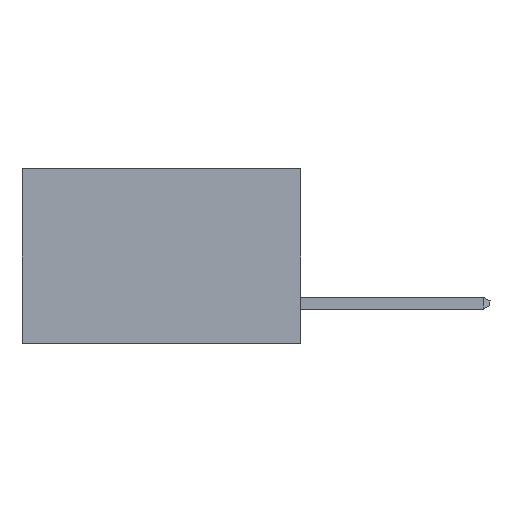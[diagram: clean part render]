
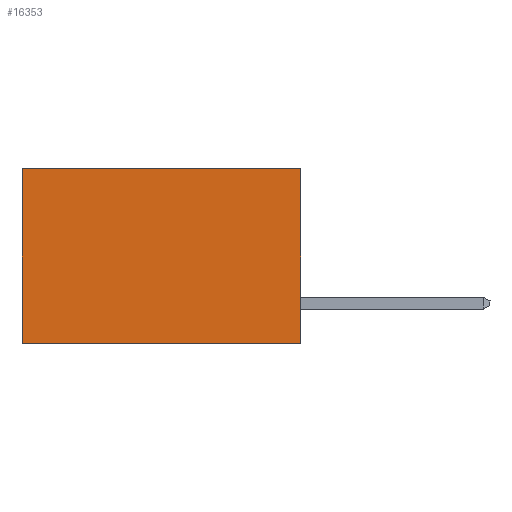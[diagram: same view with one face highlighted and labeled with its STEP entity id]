
A CAD part, left-side view. The second image highlights one B-rep face of the part: STEP entity #16353.
In plain terms, the highlighted planar face has unit normal (-1, 0, 0).
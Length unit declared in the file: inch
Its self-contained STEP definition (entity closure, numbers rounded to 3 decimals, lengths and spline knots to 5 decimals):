
#823 = CARTESIAN_POINT ( 'NONE',  ( 0.277, 0.59, 0. ) ) ;
#1693 = CARTESIAN_POINT ( 'NONE',  ( 0.277, 0., 0. ) ) ;
#1705 = LINE ( 'NONE', #11022, #12245 ) ;
#4714 = VECTOR ( 'NONE', #19709, 39.37008 ) ;
#5188 = CARTESIAN_POINT ( 'NONE',  ( 0.277, 0., 0. ) ) ;
#5508 = FACE_OUTER_BOUND ( 'NONE', #10060, .T. ) ;
#5566 = EDGE_CURVE ( 'NONE', #7156, #15692, #14625, .T. ) ;
#6910 = VERTEX_POINT ( 'NONE', #7297 ) ;
#7156 = VERTEX_POINT ( 'NONE', #823 ) ;
#7297 = CARTESIAN_POINT ( 'NONE',  ( 0.277, 0., -0.37 ) ) ;
#7652 = CARTESIAN_POINT ( 'NONE',  ( 0.277, 0., -0.37 ) ) ;
#10060 = EDGE_LOOP ( 'NONE', ( #13964, #10790, #20163, #17344 ) ) ;
#10790 = ORIENTED_EDGE ( 'NONE', *, *, #15425, .F. ) ;
#11022 = CARTESIAN_POINT ( 'NONE',  ( 0.277, 0., -0.37 ) ) ;
#11029 = DIRECTION ( 'NONE',  ( 0., 1., 0. ) ) ;
#11382 = DIRECTION ( 'NONE',  ( 0., 0., -1. ) ) ;
#11753 = CARTESIAN_POINT ( 'NONE',  ( 0.277, 0.59, -0.37 ) ) ;
#11792 = AXIS2_PLACEMENT_3D ( 'NONE', #7652, #22645, #11382 ) ;
#12245 = VECTOR ( 'NONE', #12914, 39.37008 ) ;
#12356 = EDGE_CURVE ( 'NONE', #20590, #6910, #14659, .T. ) ;
#12914 = DIRECTION ( 'NONE',  ( 0., 1., 0. ) ) ;
#13438 = EDGE_CURVE ( 'NONE', #20590, #7156, #23256, .T. ) ;
#13964 = ORIENTED_EDGE ( 'NONE', *, *, #5566, .T. ) ;
#14625 = LINE ( 'NONE', #23009, #24005 ) ;
#14659 = LINE ( 'NONE', #17833, #4714 ) ;
#15425 = EDGE_CURVE ( 'NONE', #6910, #15692, #1705, .T. ) ;
#15692 = VERTEX_POINT ( 'NONE', #11753 ) ;
#16353 = ADVANCED_FACE ( 'NONE', ( #5508 ), #20672, .F. ) ;
#17344 = ORIENTED_EDGE ( 'NONE', *, *, #13438, .T. ) ;
#17833 = CARTESIAN_POINT ( 'NONE',  ( 0.277, 0., -0.37 ) ) ;
#19709 = DIRECTION ( 'NONE',  ( 0., 0., -1. ) ) ;
#20163 = ORIENTED_EDGE ( 'NONE', *, *, #12356, .F. ) ;
#20590 = VERTEX_POINT ( 'NONE', #5188 ) ;
#20672 = PLANE ( 'NONE',  #11792 ) ;
#22451 = DIRECTION ( 'NONE',  ( 0., 0., -1. ) ) ;
#22645 = DIRECTION ( 'NONE',  ( 1., 0., 0. ) ) ;
#22672 = VECTOR ( 'NONE', #11029, 39.37008 ) ;
#23009 = CARTESIAN_POINT ( 'NONE',  ( 0.277, 0.59, -0.37 ) ) ;
#23256 = LINE ( 'NONE', #1693, #22672 ) ;
#24005 = VECTOR ( 'NONE', #22451, 39.37008 ) ;
